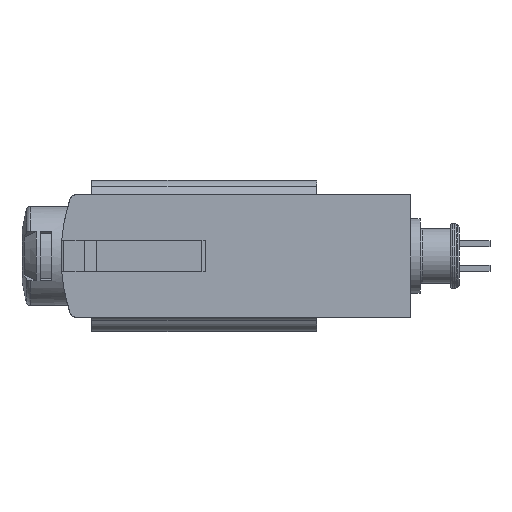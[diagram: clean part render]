
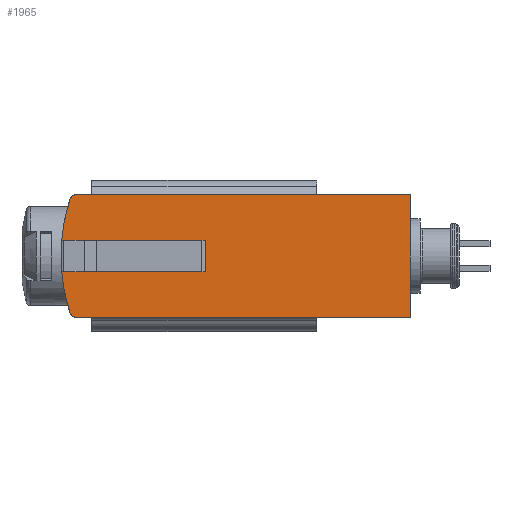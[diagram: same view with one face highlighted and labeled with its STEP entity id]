
A CAD part, left-side view. The second image highlights one B-rep face of the part: STEP entity #1965.
In plain terms, the highlighted planar face has unit normal (-1, 0, 0).
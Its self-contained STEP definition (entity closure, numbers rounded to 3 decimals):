
#37=PLANE('',#2158);
#116=CIRCLE('',#2076,15.);
#119=CIRCLE('',#2079,15.);
#143=CIRCLE('',#2114,0.5);
#160=CIRCLE('',#2159,0.5);
#247=LINE('',#3134,#404);
#268=LINE('',#3190,#425);
#284=LINE('',#3265,#441);
#285=LINE('',#3267,#442);
#286=LINE('',#3270,#443);
#287=LINE('',#3272,#444);
#404=VECTOR('',#2418,1000.);
#425=VECTOR('',#2467,1000.);
#441=VECTOR('',#2547,1000.);
#442=VECTOR('',#2550,1000.);
#443=VECTOR('',#2551,1000.);
#444=VECTOR('',#2554,1000.);
#705=ORIENTED_EDGE('',*,*,#1220,.T.);
#706=ORIENTED_EDGE('',*,*,#1221,.T.);
#707=ORIENTED_EDGE('',*,*,#1079,.F.);
#708=ORIENTED_EDGE('',*,*,#1157,.F.);
#709=ORIENTED_EDGE('',*,*,#1154,.T.);
#710=ORIENTED_EDGE('',*,*,#1219,.T.);
#711=ORIENTED_EDGE('',*,*,#1182,.F.);
#712=ORIENTED_EDGE('',*,*,#1222,.F.);
#713=ORIENTED_EDGE('',*,*,#1082,.F.);
#714=ORIENTED_EDGE('',*,*,#1223,.F.);
#1079=EDGE_CURVE('',#1355,#1356,#116,.T.);
#1082=EDGE_CURVE('',#1358,#1359,#119,.T.);
#1154=EDGE_CURVE('',#1428,#1427,#247,.T.);
#1157=EDGE_CURVE('',#1428,#1355,#143,.T.);
#1182=EDGE_CURVE('',#1448,#1449,#268,.T.);
#1219=EDGE_CURVE('',#1427,#1449,#284,.T.);
#1220=EDGE_CURVE('',#1468,#1469,#285,.T.);
#1221=EDGE_CURVE('',#1469,#1356,#286,.T.);
#1222=EDGE_CURVE('',#1359,#1448,#160,.T.);
#1223=EDGE_CURVE('',#1468,#1358,#287,.T.);
#1355=VERTEX_POINT('',#2941);
#1356=VERTEX_POINT('',#2943);
#1358=VERTEX_POINT('',#2947);
#1359=VERTEX_POINT('',#2949);
#1427=VERTEX_POINT('',#3133);
#1428=VERTEX_POINT('',#3135);
#1448=VERTEX_POINT('',#3189);
#1449=VERTEX_POINT('',#3191);
#1468=VERTEX_POINT('',#3268);
#1469=VERTEX_POINT('',#3269);
#1597=EDGE_LOOP('',(#705,#706,#707,#708,#709,#710,#711,#712,#713,#714));
#1766=FACE_BOUND('',#1597,.T.);
#1965=ADVANCED_FACE('',(#1766),#37,.F.);
#2076=AXIS2_PLACEMENT_3D('',#2942,#2310,#2311);
#2079=AXIS2_PLACEMENT_3D('',#2948,#2316,#2317);
#2114=AXIS2_PLACEMENT_3D('',#3139,#2424,#2425);
#2158=AXIS2_PLACEMENT_3D('',#3266,#2548,#2549);
#2159=AXIS2_PLACEMENT_3D('',#3271,#2552,#2553);
#2310=DIRECTION('',(1.,0.,0.));
#2311=DIRECTION('',(0.,0.,-1.));
#2316=DIRECTION('',(1.,0.,0.));
#2317=DIRECTION('',(0.,0.,-1.));
#2418=DIRECTION('',(0.,-1.,0.));
#2424=DIRECTION('',(1.,0.,0.));
#2425=DIRECTION('',(0.,0.,-1.));
#2467=DIRECTION('',(0.,-1.,0.));
#2547=DIRECTION('',(0.,0.,1.));
#2548=DIRECTION('',(1.,0.,0.));
#2549=DIRECTION('',(0.,0.,-1.));
#2550=DIRECTION('',(0.,0.,-1.));
#2551=DIRECTION('',(0.,1.,0.));
#2552=DIRECTION('',(1.,0.,0.));
#2553=DIRECTION('',(0.,0.,-1.));
#2554=DIRECTION('',(0.,1.,0.));
#2941=CARTESIAN_POINT('',(-102.4,20.109,-4.655));
#2942=CARTESIAN_POINT('',(-102.4,5.85,0.));
#2943=CARTESIAN_POINT('',(-102.4,20.794,-1.3));
#2947=CARTESIAN_POINT('',(-102.4,20.794,1.3));
#2948=CARTESIAN_POINT('',(-102.4,5.85,0.));
#2949=CARTESIAN_POINT('',(-102.4,20.109,4.655));
#3133=CARTESIAN_POINT('',(-102.4,-7.65,-5.));
#3134=CARTESIAN_POINT('',(-102.4,23.,-5.));
#3135=CARTESIAN_POINT('',(-102.4,19.634,-5.));
#3139=CARTESIAN_POINT('',(-102.4,19.634,-4.5));
#3189=CARTESIAN_POINT('',(-102.4,19.634,5.));
#3190=CARTESIAN_POINT('',(-102.4,23.,5.));
#3191=CARTESIAN_POINT('',(-102.4,-7.65,5.));
#3265=CARTESIAN_POINT('',(-102.4,-7.65,-5.));
#3266=CARTESIAN_POINT('',(-102.4,23.,-5.));
#3267=CARTESIAN_POINT('',(-102.4,9.05,1.3));
#3268=CARTESIAN_POINT('',(-102.4,9.05,1.3));
#3269=CARTESIAN_POINT('',(-102.4,9.05,-1.3));
#3270=CARTESIAN_POINT('',(-102.4,9.05,-1.3));
#3271=CARTESIAN_POINT('',(-102.4,19.634,4.5));
#3272=CARTESIAN_POINT('',(-102.4,9.05,1.3));
